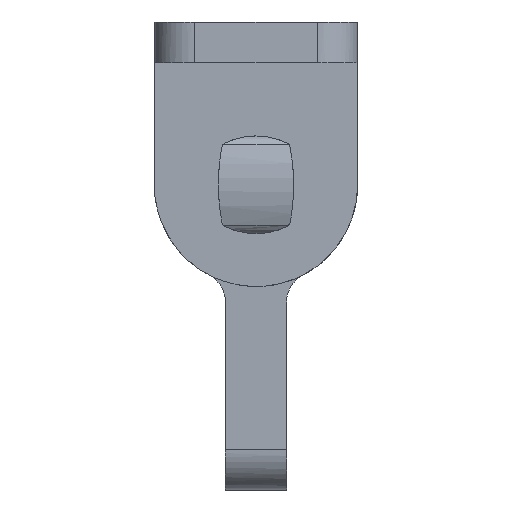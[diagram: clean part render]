
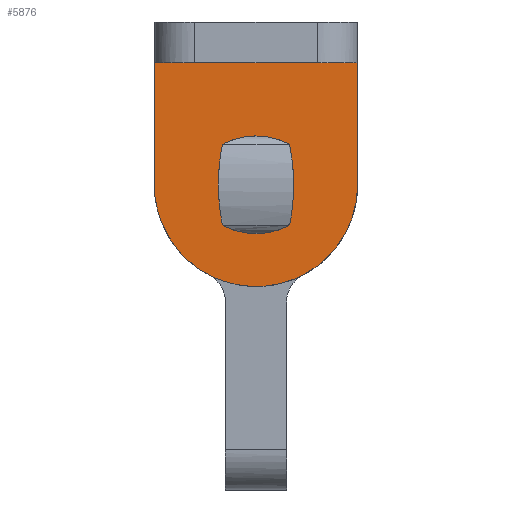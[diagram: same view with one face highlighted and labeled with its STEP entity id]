
A CAD part, left-side view. The second image highlights one B-rep face of the part: STEP entity #5876.
In plain terms, the highlighted free-form (B-spline) face has degree [1, 1] with [2, 2] control points.
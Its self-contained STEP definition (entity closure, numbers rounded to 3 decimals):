
#5418=CARTESIAN_POINT('',(-2.0,-1.475,1.387));
#5419=VERTEX_POINT('',#5418);
#5420=CARTESIAN_POINT('',(-2.0,-1.475,-1.387));
#5421=VERTEX_POINT('',#5420);
#5422=CARTESIAN_POINT('',(-2.0,-1.475,1.387));
#5423=CARTESIAN_POINT('',(-2.0,-1.475,-1.387));
#5424=QUASI_UNIFORM_CURVE('',1,(#5422,#5423),.UNSPECIFIED.,.F.,.U.);
#5425=EDGE_CURVE('',#5419,#5421,#5424,.T.);
#5463=CARTESIAN_POINT('',(-2.0,1.475,1.387));
#5464=VERTEX_POINT('',#5463);
#5465=CARTESIAN_POINT('',(-2.0,1.475,1.387));
#5466=CARTESIAN_POINT('',(-2.0,0.875,2.025));
#5467=CARTESIAN_POINT('',(-2.0,0.0,2.025));
#5468=CARTESIAN_POINT('',(-2.0,-0.875,2.025));
#5469=CARTESIAN_POINT('',(-2.0,-1.475,1.387));
#5477=(BOUNDED_CURVE()B_SPLINE_CURVE(2,(#5465,#5466,#5467,#5468,#5469),.UNSPECIFIED.,.F.,.U.)B_SPLINE_CURVE_WITH_KNOTS((3,2,3),(0.0,0.5,1.0),.UNSPECIFIED.)CURVE()GEOMETRIC_REPRESENTATION_ITEM()RATIONAL_B_SPLINE_CURVE((1.0,0.918,1.0,0.918,1.0))REPRESENTATION_ITEM(''));
#5478=EDGE_CURVE('',#5464,#5419,#5477,.T.);
#5511=CARTESIAN_POINT('',(-2.0,1.475,-1.387));
#5512=VERTEX_POINT('',#5511);
#5513=CARTESIAN_POINT('',(-2.0,1.475,-1.387));
#5514=CARTESIAN_POINT('',(-2.0,1.475,1.387));
#5515=QUASI_UNIFORM_CURVE('',1,(#5513,#5514),.UNSPECIFIED.,.F.,.U.);
#5516=EDGE_CURVE('',#5512,#5464,#5515,.T.);
#5548=CARTESIAN_POINT('',(-2.0,-1.475,-1.387));
#5549=CARTESIAN_POINT('',(-2.,-0.875,-2.025));
#5550=CARTESIAN_POINT('',(-2.0,0.0,-2.025));
#5551=CARTESIAN_POINT('',(-2.,0.875,-2.025));
#5552=CARTESIAN_POINT('',(-2.0,1.475,-1.387));
#5560=(BOUNDED_CURVE()B_SPLINE_CURVE(2,(#5548,#5549,#5550,#5551,#5552),.UNSPECIFIED.,.F.,.U.)B_SPLINE_CURVE_WITH_KNOTS((3,2,3),(0.0,0.5,1.0),.UNSPECIFIED.)CURVE()GEOMETRIC_REPRESENTATION_ITEM()RATIONAL_B_SPLINE_CURVE((1.0,0.918,1.0,0.918,1.0))REPRESENTATION_ITEM(''));
#5561=EDGE_CURVE('',#5421,#5512,#5560,.T.);
#5594=CARTESIAN_POINT('',(-2.0,5.,6.0));
#5595=VERTEX_POINT('',#5594);
#5601=CARTESIAN_POINT('',(-2.0,-5.,6.0));
#5602=VERTEX_POINT('',#5601);
#5603=CARTESIAN_POINT('',(-2.0,-5.,6.0));
#5604=CARTESIAN_POINT('',(-2.0,5.,6.0));
#5605=QUASI_UNIFORM_CURVE('',1,(#5603,#5604),.UNSPECIFIED.,.F.,.U.);
#5606=EDGE_CURVE('',#5602,#5595,#5605,.T.);
#5724=CARTESIAN_POINT('',(-2.0,-5.,0.));
#5725=VERTEX_POINT('',#5724);
#5726=CARTESIAN_POINT('',(-2.0,5.,0.));
#5727=VERTEX_POINT('',#5726);
#5728=CARTESIAN_POINT('',(-2.0,-5.,0.));
#5729=CARTESIAN_POINT('',(-2.,-5.,-2.887));
#5730=CARTESIAN_POINT('',(-2.0,-2.5,-4.33));
#5731=CARTESIAN_POINT('',(-2.,0.,-5.774));
#5732=CARTESIAN_POINT('',(-2.0,2.5,-4.33));
#5733=CARTESIAN_POINT('',(-2.,5.,-2.887));
#5734=CARTESIAN_POINT('',(-2.0,5.,0.));
#5742=(BOUNDED_CURVE()B_SPLINE_CURVE(2,(#5728,#5729,#5730,#5731,#5732,#5733,#5734),.UNSPECIFIED.,.F.,.U.)B_SPLINE_CURVE_WITH_KNOTS((3,2,2,3),(0.0,0.333,0.667,1.0),.UNSPECIFIED.)CURVE()GEOMETRIC_REPRESENTATION_ITEM()RATIONAL_B_SPLINE_CURVE((1.0,0.866,1.0,0.866,1.0,0.866,1.0))REPRESENTATION_ITEM(''));
#5743=EDGE_CURVE('',#5725,#5727,#5742,.T.);
#5791=CARTESIAN_POINT('',(-2.0,-5.,6.0));
#5792=CARTESIAN_POINT('',(-2.0,-5.,0.));
#5793=QUASI_UNIFORM_CURVE('',1,(#5791,#5792),.UNSPECIFIED.,.F.,.U.);
#5794=EDGE_CURVE('',#5602,#5725,#5793,.T.);
#5851=CARTESIAN_POINT('',(-2.0,5.,0.));
#5852=CARTESIAN_POINT('',(-2.0,5.,6.0));
#5853=QUASI_UNIFORM_CURVE('',1,(#5851,#5852),.UNSPECIFIED.,.F.,.U.);
#5854=EDGE_CURVE('',#5727,#5595,#5853,.T.);
#5859=CARTESIAN_POINT('',(-2.0,-5.499,6.549));
#5860=CARTESIAN_POINT('',(-2.0,5.5,6.549));
#5861=CARTESIAN_POINT('',(-2.0,-5.499,-5.549));
#5862=CARTESIAN_POINT('',(-2.0,5.5,-5.549));
#5863=B_SPLINE_SURFACE_WITH_KNOTS('',1,1,((#5859,#5861),(#5860,#5862)),.UNSPECIFIED.,.F.,.F.,.U.,(2,2),(2,2),(0.0,10.999),(0.0,12.099),.UNSPECIFIED.);
#5864=ORIENTED_EDGE('',*,*,#5854,.F.);
#5865=ORIENTED_EDGE('',*,*,#5743,.F.);
#5866=ORIENTED_EDGE('',*,*,#5794,.F.);
#5867=ORIENTED_EDGE('',*,*,#5606,.T.);
#5868=EDGE_LOOP('',(#5864,#5865,#5866,#5867));
#5869=FACE_OUTER_BOUND('',#5868,.T.);
#5870=ORIENTED_EDGE('',*,*,#5561,.T.);
#5871=ORIENTED_EDGE('',*,*,#5516,.T.);
#5872=ORIENTED_EDGE('',*,*,#5478,.T.);
#5873=ORIENTED_EDGE('',*,*,#5425,.T.);
#5874=EDGE_LOOP('',(#5870,#5871,#5872,#5873));
#5875=FACE_BOUND('',#5874,.T.);
#5876=ADVANCED_FACE('',(#5869,#5875),#5863,.T.);
